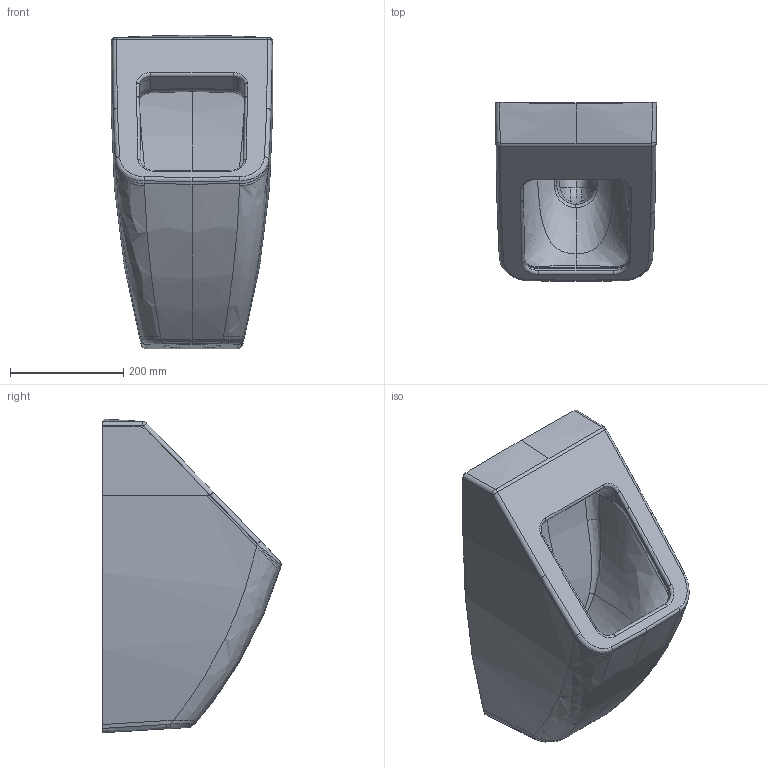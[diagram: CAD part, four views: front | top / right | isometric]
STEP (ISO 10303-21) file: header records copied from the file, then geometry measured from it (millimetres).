
FILE_DESCRIPTION(/* description */ (''),/* implementation_level */ '2;1');
FILE_NAME(/* name */ '5504R0_Venticello_UR.stp',/* time_stamp */ '2019-01-22T08:53:14+01:00',/* author */ (''),/* organization */ (''),/* preprocessor_version */ 'ST-DEVELOPER v16',/* originating_system */ 'SIEMENS PLM Software NX 10.0',/* authorisation */ '');
FILE_SCHEMA (('AUTOMOTIVE_DESIGN { 1 0 10303 214 3 1 1 1 }'));
Products named in the file (1): math0828A49Fpzwo
Bounding box: 285 x 315.46 x 553.29 mm (x, y, z)
Volume: 23142432.5 mm3; surface area: 759618.1 mm2
Topology: 1 solids, 1 shells, 267 faces, 685 edges, 424 vertices
Faces by surface type: bspline 168, cylinder 48, plane 43, extrusion 4, torus 4
Entity records: 41145 total; most frequent: CARTESIAN_POINT 36196, ORIENTED_EDGE 1354, EDGE_CURVE 677, DIRECTION 549, VERTEX_POINT 424, B_SPLINE_CURVE_WITH_KNOTS 356, EDGE_LOOP 279, ADVANCED_FACE 267
